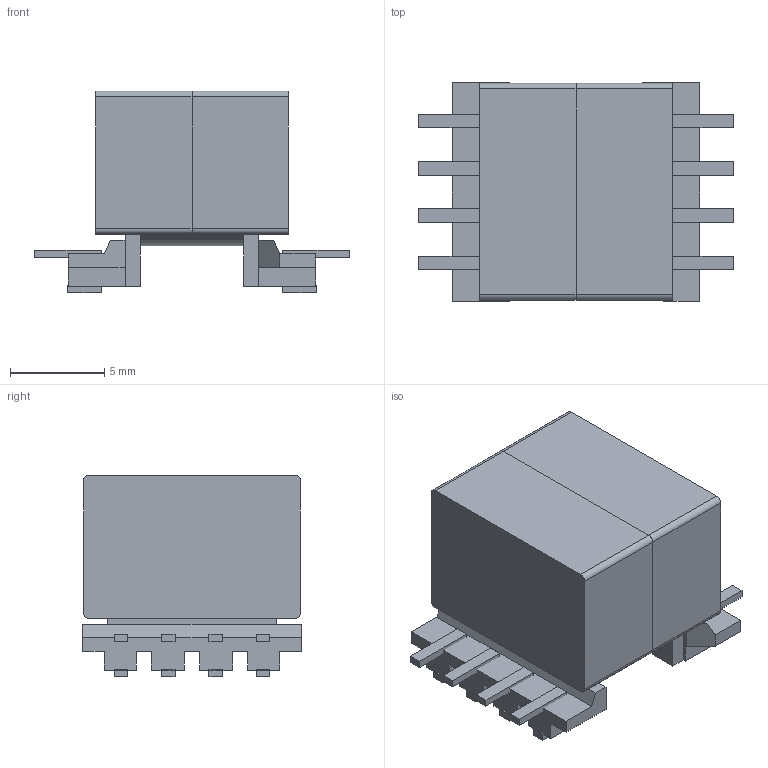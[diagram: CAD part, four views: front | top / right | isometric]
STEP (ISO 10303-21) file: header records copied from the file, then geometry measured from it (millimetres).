
FILE_DESCRIPTION(/* description */ (''),/* implementation_level */ '2;1');
FILE_NAME(/* name */ 'EP10_SM.step',/* time_stamp */ '2019-11-20T06:09:13-05:00',/* author */ (''),/* organization */ (''),/* preprocessor_version */ 'ST-DEVELOPER v18',/* originating_system */ 'Autodesk Translation Framework v8.12.0.6',/* authorisation */ '');
FILE_SCHEMA (('AUTOMOTIVE_DESIGN { 1 0 10303 214 3 1 1 }'));
Length unit declared in the file: millimetre
Products named in the file (6): EP10_SM; Pin2; Bobbin Plastic; Component1(Mirror); EP10_Ferrite; EP10_Ferrite(Mirror)
Assembly tree (11 placements, depth 2):
  EP10_SM
    Pin2  x4
    Bobbin Plastic
    Component1(Mirror)  x4
    EP10_Ferrite
    EP10_Ferrite(Mirror)
Bounding box: 16.7 x 11.6 x 10.7 mm (x, y, z)
Volume: 835.6 mm3; surface area: 1654.6 mm2
Topology: 11 solids, 11 shells, 179 faces, 455 edges, 302 vertices
Faces by surface type: plane 159, cylinder 20
Full cylindrical faces by diameter (mm): 3.3 x2, 3.55 x1, 4.8 x1
Entity records: 3880 total; most frequent: CARTESIAN_POINT 654, DIRECTION 625, ORIENTED_EDGE 622, EDGE_CURVE 311, LINE 271, VECTOR 271, VERTEX_POINT 206, AXIS2_PLACEMENT_3D 177
